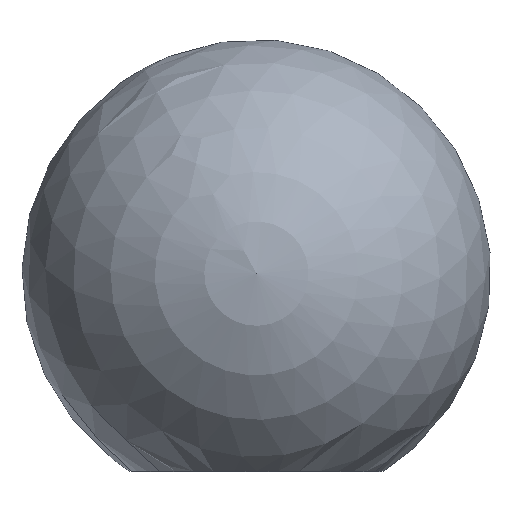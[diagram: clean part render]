
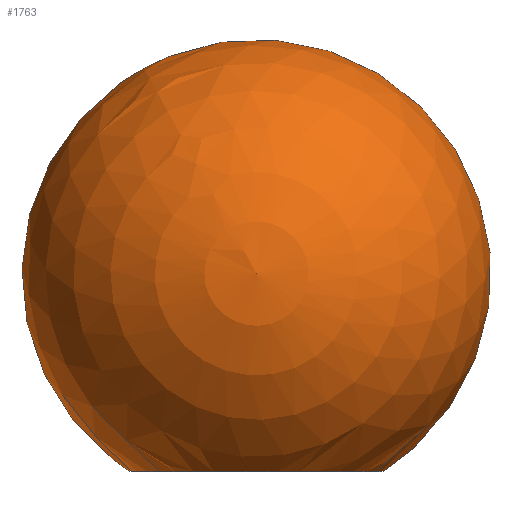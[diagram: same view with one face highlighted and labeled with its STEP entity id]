
A CAD part, top view. The second image highlights one B-rep face of the part: STEP entity #1763.
In plain terms, the highlighted spherical face has radius 10 mm.
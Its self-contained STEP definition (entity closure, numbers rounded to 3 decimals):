
#665 = CARTESIAN_POINT ( 'NONE',  ( 0., -8.417, 0. ) ) ;
#1238 = CARTESIAN_POINT ( 'NONE',  ( 5.4, -8.417, 0. ) ) ;
#1763 = ADVANCED_FACE ( 'NONE', ( #7697 ), #4961, .T. ) ;
#2206 = AXIS2_PLACEMENT_3D ( 'NONE', #7537, #7497, #2731 ) ;
#2731 = DIRECTION ( 'NONE',  ( 1., 0., 0. ) ) ;
#3855 = EDGE_LOOP ( 'NONE', ( #6250 ) ) ;
#4520 = CIRCLE ( 'NONE', #4604, 5.4 ) ;
#4604 = AXIS2_PLACEMENT_3D ( 'NONE', #665, #5490, #6305 ) ;
#4961 = SPHERICAL_SURFACE ( 'NONE', #2206, 10. ) ;
#5490 = DIRECTION ( 'NONE',  ( 0., -1., 0. ) ) ;
#6250 = ORIENTED_EDGE ( 'NONE', *, *, #9734, .F. ) ;
#6305 = DIRECTION ( 'NONE',  ( 1., 0., 0. ) ) ;
#7497 = DIRECTION ( 'NONE',  ( 0., 0., 1. ) ) ;
#7537 = CARTESIAN_POINT ( 'NONE',  ( 0., 0., 0. ) ) ;
#7697 = FACE_OUTER_BOUND ( 'NONE', #3855, .T. ) ;
#8758 = VERTEX_POINT ( 'NONE', #1238 ) ;
#9734 = EDGE_CURVE ( 'NONE', #8758, #8758, #4520, .T. ) ;
